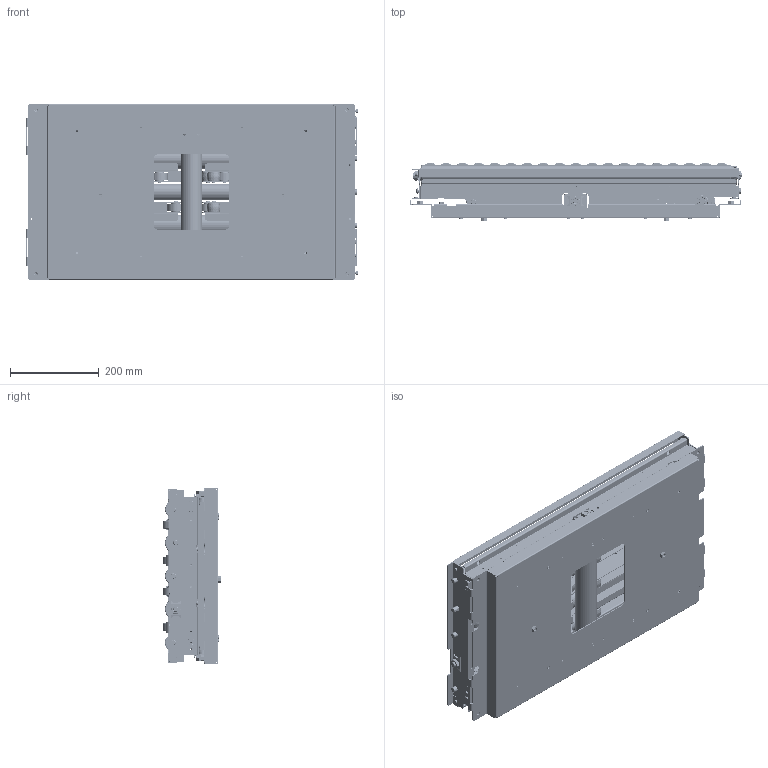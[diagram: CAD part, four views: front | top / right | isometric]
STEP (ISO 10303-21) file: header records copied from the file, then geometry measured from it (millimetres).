
FILE_DESCRIPTION(/* description */ (''),/* implementation_level */ '2;1');
FILE_NAME(/* name */ 'DDNX-474-SSS-100-0 F-RAT完成品_Shrinkwrap_1.stp',/* time_stamp */ '2019-02-20T16:59:04+09:00',/* author */ ('kaihatsu'),/* organization */ (''),/* preprocessor_version */ 'ST-DEVELOPER v16.1',/* originating_system */ 'Autodesk Inventor 2016',/* authorisation */ '');
FILE_SCHEMA (('AUTOMOTIVE_DESIGN { 1 0 10303 214 3 1 1 }'));
Products named in the file (1): DDNX-474-SSS-100-0 F-RAT完成品_Shrinkwr
ap_1
Bounding box: 747.66 x 131.5 x 395 mm (x, y, z)
Volume: 9300629 mm3; surface area: 3387065.3 mm2
Topology: 18 solids, 240 shells, 8559 faces, 21987 edges, 13878 vertices
Faces by surface type: plane 3264, cylinder 3137, torus 1412, cone 655, bspline 51, sphere 40
Full cylindrical faces by diameter (mm): 4 x8, 4.2 x55, 4.5 x20, 4.917 x4, 5 x10, 5.1 x22, 5.4 x2, 6 x151, 6.1 x55, 6.2 x4, 6.4 x4, 6.647 x6, 7 x23, 7.4 x55, 8 x42, 8.1 x4, 8.7 x8, 9 x4, 10 x224, 10.647 x2, 11 x2, 12 x10, 12.48 x4, 13.5 x2, 14 x110, 14.14 x4, 14.299 x1, 14.3 x1, 14.376 x1, 14.381 x1
Entity records: 260303 total; most frequent: CARTESIAN_POINT 51286, DIRECTION 43123, ORIENTED_EDGE 37466, EDGE_CURVE 18655, AXIS2_PLACEMENT_3D 17122, VERTEX_POINT 13578, EDGE_LOOP 13021, LINE 8879
